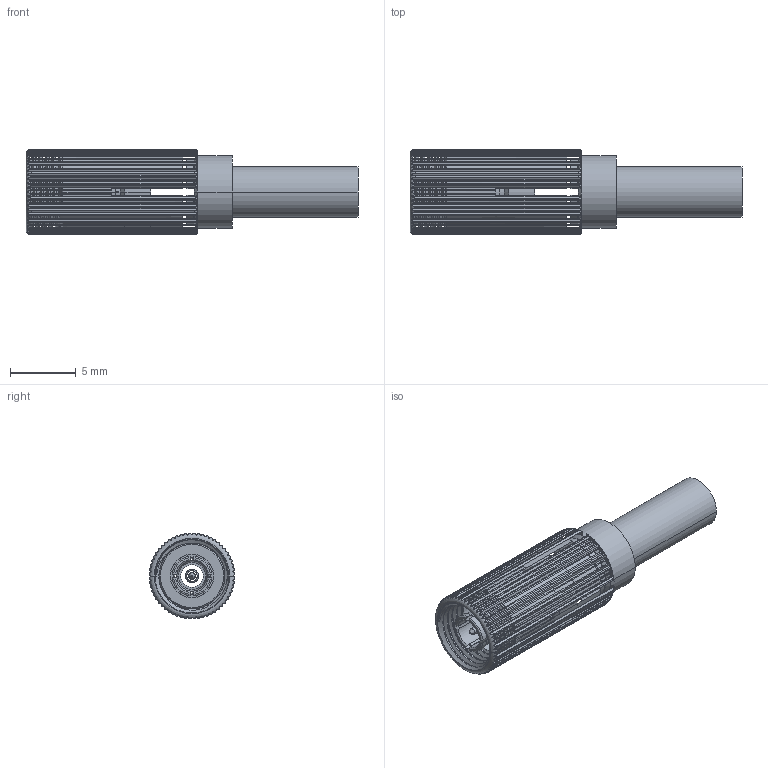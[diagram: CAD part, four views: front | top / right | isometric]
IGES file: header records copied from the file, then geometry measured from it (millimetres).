
Start section:  PTC IGES file: 102-920-06.igs
Global section: file name: 102-920-06.igs; native system: Pro/ENGINEER by Parametric Technology Corporation; preprocessor: 2008010; author: aarunprabu; organization: Unknown; date: 20091009.145127; units: millimetre
Bounding box: 25.17 x 6.5 x 6.5 mm (x, y, z)
Surface area: 936.3 mm2 (no closed solid volume)
Topology: 0 solids, 0 shells, 198 faces, 1286 edges, 1286 vertices
Faces by surface type: revolution 123, bspline 75
